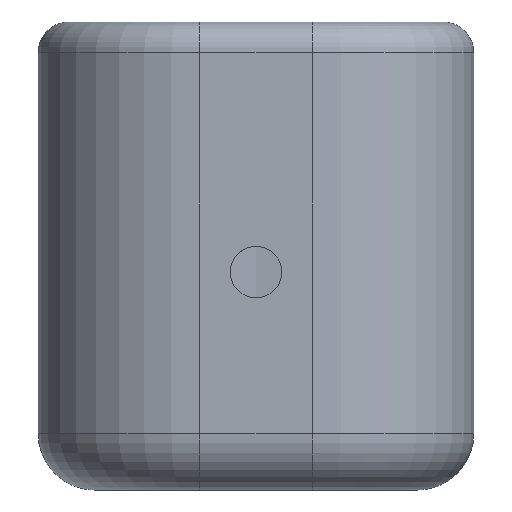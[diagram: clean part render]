
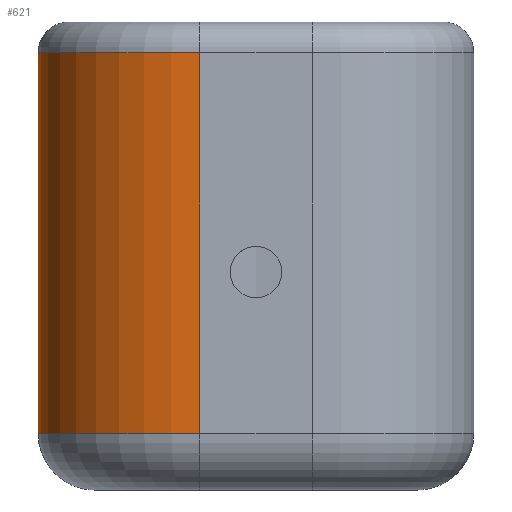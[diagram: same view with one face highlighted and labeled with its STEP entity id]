
A CAD part, front view. The second image highlights one B-rep face of the part: STEP entity #621.
In plain terms, the highlighted cylindrical face has radius 10 mm (diameter 20 mm), a partial arc.
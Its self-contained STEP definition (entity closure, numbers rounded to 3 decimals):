
#44 = PLANE('',#45);
#45 = AXIS2_PLACEMENT_3D('',#46,#47,#48);
#46 = CARTESIAN_POINT('',(0.,27.792,10.292));
#47 = DIRECTION('',(-1.,-0.,-0.));
#48 = DIRECTION('',(0.,0.,-1.));
#243 = VERTEX_POINT('',#244);
#244 = CARTESIAN_POINT('',(0.,10.,3.5));
#270 = EDGE_CURVE('',#243,#271,#273,.T.);
#271 = VERTEX_POINT('',#272);
#272 = CARTESIAN_POINT('',(0.,10.,27.1));
#273 = SURFACE_CURVE('',#274,(#278,#285),.PCURVE_S1.);
#274 = LINE('',#275,#276);
#275 = CARTESIAN_POINT('',(0.,10.,0.));
#276 = VECTOR('',#277,1.);
#277 = DIRECTION('',(0.,0.,1.));
#278 = PCURVE('',#44,#279);
#279 = DEFINITIONAL_REPRESENTATION('',(#280),#284);
#280 = LINE('',#281,#282);
#281 = CARTESIAN_POINT('',(10.292,17.792));
#282 = VECTOR('',#283,1.);
#283 = DIRECTION('',(-1.,0.));
#284 = ( GEOMETRIC_REPRESENTATION_CONTEXT(2) 
PARAMETRIC_REPRESENTATION_CONTEXT() REPRESENTATION_CONTEXT('2D SPACE',''
  ) );
#285 = PCURVE('',#286,#291);
#286 = CYLINDRICAL_SURFACE('',#287,10.);
#287 = AXIS2_PLACEMENT_3D('',#288,#289,#290);
#288 = CARTESIAN_POINT('',(10.,10.,0.));
#289 = DIRECTION('',(0.,0.,1.));
#290 = DIRECTION('',(-1.,0.,0.));
#291 = DEFINITIONAL_REPRESENTATION('',(#292),#296);
#292 = LINE('',#293,#294);
#293 = CARTESIAN_POINT('',(0.,0.));
#294 = VECTOR('',#295,1.);
#295 = DIRECTION('',(0.,1.));
#296 = ( GEOMETRIC_REPRESENTATION_CONTEXT(2) 
PARAMETRIC_REPRESENTATION_CONTEXT() REPRESENTATION_CONTEXT('2D SPACE',''
  ) );
#610 = TOROIDAL_SURFACE('',#611,8.1,1.9);
#611 = AXIS2_PLACEMENT_3D('',#612,#613,#614);
#612 = CARTESIAN_POINT('',(10.,10.,27.1));
#613 = DIRECTION('',(-0.,-0.,-1.));
#614 = DIRECTION('',(-1.,0.,0.));
#621 = ADVANCED_FACE('',(#622),#286,.T.);
#622 = FACE_BOUND('',#623,.T.);
#623 = EDGE_LOOP('',(#624,#625,#654,#682));
#624 = ORIENTED_EDGE('',*,*,#270,.F.);
#625 = ORIENTED_EDGE('',*,*,#626,.T.);
#626 = EDGE_CURVE('',#243,#627,#629,.T.);
#627 = VERTEX_POINT('',#628);
#628 = CARTESIAN_POINT('',(10.,0.,3.5));
#629 = SURFACE_CURVE('',#630,(#635,#642),.PCURVE_S1.);
#630 = CIRCLE('',#631,10.);
#631 = AXIS2_PLACEMENT_3D('',#632,#633,#634);
#632 = CARTESIAN_POINT('',(10.,10.,3.5));
#633 = DIRECTION('',(0.,0.,1.));
#634 = DIRECTION('',(-1.,0.,0.));
#635 = PCURVE('',#286,#636);
#636 = DEFINITIONAL_REPRESENTATION('',(#637),#641);
#637 = LINE('',#638,#639);
#638 = CARTESIAN_POINT('',(0.,3.5));
#639 = VECTOR('',#640,1.);
#640 = DIRECTION('',(1.,0.));
#641 = ( GEOMETRIC_REPRESENTATION_CONTEXT(2) 
PARAMETRIC_REPRESENTATION_CONTEXT() REPRESENTATION_CONTEXT('2D SPACE',''
  ) );
#642 = PCURVE('',#643,#648);
#643 = TOROIDAL_SURFACE('',#644,6.5,3.5);
#644 = AXIS2_PLACEMENT_3D('',#645,#646,#647);
#645 = CARTESIAN_POINT('',(10.,10.,3.5));
#646 = DIRECTION('',(0.,0.,1.));
#647 = DIRECTION('',(-1.,0.,0.));
#648 = DEFINITIONAL_REPRESENTATION('',(#649),#653);
#649 = LINE('',#650,#651);
#650 = CARTESIAN_POINT('',(0.,6.283));
#651 = VECTOR('',#652,1.);
#652 = DIRECTION('',(1.,0.));
#653 = ( GEOMETRIC_REPRESENTATION_CONTEXT(2) 
PARAMETRIC_REPRESENTATION_CONTEXT() REPRESENTATION_CONTEXT('2D SPACE',''
  ) );
#654 = ORIENTED_EDGE('',*,*,#655,.T.);
#655 = EDGE_CURVE('',#627,#656,#658,.T.);
#656 = VERTEX_POINT('',#657);
#657 = CARTESIAN_POINT('',(10.,0.,27.1));
#658 = SURFACE_CURVE('',#659,(#663,#670),.PCURVE_S1.);
#659 = LINE('',#660,#661);
#660 = CARTESIAN_POINT('',(10.,0.,0.));
#661 = VECTOR('',#662,1.);
#662 = DIRECTION('',(0.,0.,1.));
#663 = PCURVE('',#286,#664);
#664 = DEFINITIONAL_REPRESENTATION('',(#665),#669);
#665 = LINE('',#666,#667);
#666 = CARTESIAN_POINT('',(1.571,0.));
#667 = VECTOR('',#668,1.);
#668 = DIRECTION('',(0.,1.));
#669 = ( GEOMETRIC_REPRESENTATION_CONTEXT(2) 
PARAMETRIC_REPRESENTATION_CONTEXT() REPRESENTATION_CONTEXT('2D SPACE',''
  ) );
#670 = PCURVE('',#671,#676);
#671 = PLANE('',#672);
#672 = AXIS2_PLACEMENT_3D('',#673,#674,#675);
#673 = CARTESIAN_POINT('',(0.,0.,0.));
#674 = DIRECTION('',(0.,1.,0.));
#675 = DIRECTION('',(0.,0.,1.));
#676 = DEFINITIONAL_REPRESENTATION('',(#677),#681);
#677 = LINE('',#678,#679);
#678 = CARTESIAN_POINT('',(0.,10.));
#679 = VECTOR('',#680,1.);
#680 = DIRECTION('',(1.,0.));
#681 = ( GEOMETRIC_REPRESENTATION_CONTEXT(2) 
PARAMETRIC_REPRESENTATION_CONTEXT() REPRESENTATION_CONTEXT('2D SPACE',''
  ) );
#682 = ORIENTED_EDGE('',*,*,#683,.F.);
#683 = EDGE_CURVE('',#271,#656,#684,.T.);
#684 = SURFACE_CURVE('',#685,(#690,#697),.PCURVE_S1.);
#685 = CIRCLE('',#686,10.);
#686 = AXIS2_PLACEMENT_3D('',#687,#688,#689);
#687 = CARTESIAN_POINT('',(10.,10.,27.1));
#688 = DIRECTION('',(0.,0.,1.));
#689 = DIRECTION('',(-1.,0.,0.));
#690 = PCURVE('',#286,#691);
#691 = DEFINITIONAL_REPRESENTATION('',(#692),#696);
#692 = LINE('',#693,#694);
#693 = CARTESIAN_POINT('',(0.,27.1));
#694 = VECTOR('',#695,1.);
#695 = DIRECTION('',(1.,0.));
#696 = ( GEOMETRIC_REPRESENTATION_CONTEXT(2) 
PARAMETRIC_REPRESENTATION_CONTEXT() REPRESENTATION_CONTEXT('2D SPACE',''
  ) );
#697 = PCURVE('',#610,#698);
#698 = DEFINITIONAL_REPRESENTATION('',(#699),#703);
#699 = LINE('',#700,#701);
#700 = CARTESIAN_POINT('',(-0.,6.283));
#701 = VECTOR('',#702,1.);
#702 = DIRECTION('',(-1.,0.));
#703 = ( GEOMETRIC_REPRESENTATION_CONTEXT(2) 
PARAMETRIC_REPRESENTATION_CONTEXT() REPRESENTATION_CONTEXT('2D SPACE',''
  ) );
